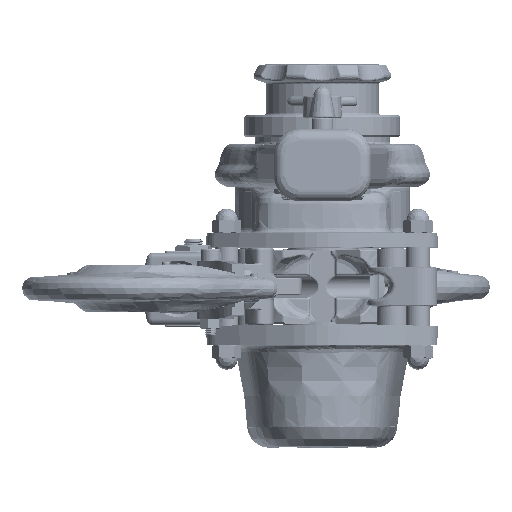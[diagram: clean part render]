
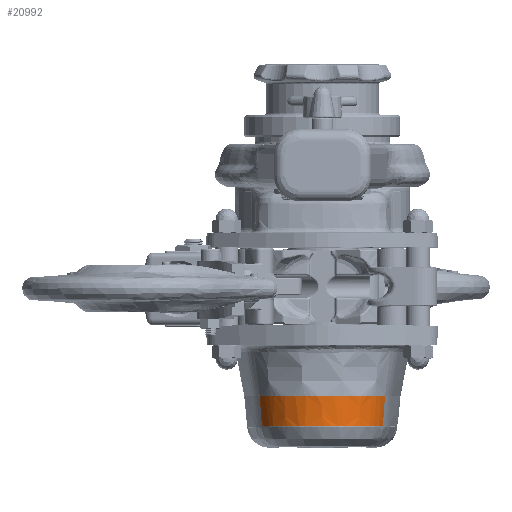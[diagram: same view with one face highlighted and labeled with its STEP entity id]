
A CAD part, top view. The second image highlights one B-rep face of the part: STEP entity #20992.
In plain terms, the highlighted free-form (B-spline) face has degree [3, 3] with [4, 11] control points.
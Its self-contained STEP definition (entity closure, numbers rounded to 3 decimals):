
#20189=CARTESIAN_POINT('',(-31.,-94.696,53.917));
#20190=VERTEX_POINT('',#20189);
#20263=CARTESIAN_POINT('',(31.,-94.696,53.917));
#20264=VERTEX_POINT('',#20263);
#20272=CARTESIAN_POINT('',(31.,-94.696,53.917));
#20273=CARTESIAN_POINT('',(29.916,-94.698,57.067));
#20274=CARTESIAN_POINT('',(26.768,-94.702,63.109));
#20275=CARTESIAN_POINT('',(19.465,-94.707,70.431));
#20276=CARTESIAN_POINT('',(10.244,-94.71,75.198));
#20277=CARTESIAN_POINT('',(0.,-94.711,76.86));
#20278=CARTESIAN_POINT('',(-10.244,-94.71,75.198));
#20279=CARTESIAN_POINT('',(-19.465,-94.707,70.431));
#20280=CARTESIAN_POINT('',(-26.768,-94.702,63.109));
#20281=CARTESIAN_POINT('',(-29.916,-94.698,57.067));
#20282=CARTESIAN_POINT('',(-31.,-94.696,53.917));
#20283=B_SPLINE_CURVE_WITH_KNOTS('',3,(#20272,#20273,#20274,#20275,#20276,#20277,#20278,#20279,#20280,#20281,#20282),.UNSPECIFIED.,.F.,.U.,(4,1,1,1,1,1,1,1,4),(0.0,0.125,0.25,0.375,0.5,0.625,0.75,0.875,1.0),.UNSPECIFIED.);
#20284=EDGE_CURVE('',#20264,#20190,#20283,.T.);
#20883=CARTESIAN_POINT('',(-32.086,-79.34,54.711));
#20884=VERTEX_POINT('',#20883);
#20885=CARTESIAN_POINT('',(-31.,-94.696,53.917));
#20886=DIRECTION('',(-0.07,0.996,0.052));
#20887=VECTOR('',#20886,15.416);
#20888=LINE('',#20885,#20887);
#20889=EDGE_CURVE('',#20190,#20884,#20888,.T.);
#20903=CARTESIAN_POINT('',(31.,-94.696,53.917));
#20904=CARTESIAN_POINT('',(31.362,-89.577,54.181));
#20905=CARTESIAN_POINT('',(31.724,-84.458,54.446));
#20906=CARTESIAN_POINT('',(32.086,-79.34,54.711));
#20907=CARTESIAN_POINT('',(29.916,-94.698,57.067));
#20908=CARTESIAN_POINT('',(30.217,-89.581,57.339));
#20909=CARTESIAN_POINT('',(30.518,-84.464,57.611));
#20910=CARTESIAN_POINT('',(30.82,-79.347,57.883));
#20911=CARTESIAN_POINT('',(26.768,-94.702,63.109));
#20912=CARTESIAN_POINT('',(26.962,-89.589,63.371));
#20913=CARTESIAN_POINT('',(27.157,-84.476,63.633));
#20914=CARTESIAN_POINT('',(27.351,-79.363,63.894));
#20915=CARTESIAN_POINT('',(19.465,-94.707,70.431));
#20916=CARTESIAN_POINT('',(19.553,-89.599,70.641));
#20917=CARTESIAN_POINT('',(19.64,-84.49,70.851));
#20918=CARTESIAN_POINT('',(19.728,-79.382,71.061));
#20919=CARTESIAN_POINT('',(10.244,-94.71,75.198));
#20920=CARTESIAN_POINT('',(10.273,-89.605,75.357));
#20921=CARTESIAN_POINT('',(10.303,-84.5,75.516));
#20922=CARTESIAN_POINT('',(10.332,-79.395,75.675));
#20923=CARTESIAN_POINT('',(0.,-94.711,76.86));
#20924=CARTESIAN_POINT('',(0.,-89.608,76.998));
#20925=CARTESIAN_POINT('',(0.,-84.504,77.136));
#20926=CARTESIAN_POINT('',(0.,-79.401,77.273));
#20927=CARTESIAN_POINT('',(-10.244,-94.71,75.198));
#20928=CARTESIAN_POINT('',(-10.273,-89.605,75.357));
#20929=CARTESIAN_POINT('',(-10.303,-84.5,75.516));
#20930=CARTESIAN_POINT('',(-10.332,-79.395,75.675));
#20931=CARTESIAN_POINT('',(-19.465,-94.707,70.431));
#20932=CARTESIAN_POINT('',(-19.553,-89.599,70.641));
#20933=CARTESIAN_POINT('',(-19.64,-84.49,70.851));
#20934=CARTESIAN_POINT('',(-19.728,-79.382,71.061));
#20935=CARTESIAN_POINT('',(-26.768,-94.702,63.109));
#20936=CARTESIAN_POINT('',(-26.962,-89.589,63.371));
#20937=CARTESIAN_POINT('',(-27.157,-84.476,63.633));
#20938=CARTESIAN_POINT('',(-27.351,-79.363,63.894));
#20939=CARTESIAN_POINT('',(-29.916,-94.698,57.067));
#20940=CARTESIAN_POINT('',(-30.217,-89.581,57.339));
#20941=CARTESIAN_POINT('',(-30.518,-84.464,57.611));
#20942=CARTESIAN_POINT('',(-30.82,-79.347,57.883));
#20943=CARTESIAN_POINT('',(-31.,-94.696,53.917));
#20944=CARTESIAN_POINT('',(-31.362,-89.577,54.181));
#20945=CARTESIAN_POINT('',(-31.724,-84.458,54.446));
#20946=CARTESIAN_POINT('',(-32.086,-79.34,54.711));
#20947=B_SPLINE_SURFACE_WITH_KNOTS('',3,3,((#20903,#20907,#20911,#20915,#20919,#20923,#20927,#20931,#20935,#20939,#20943),(#20904,#20908,#20912,#20916,#20920,#20924,#20928,#20932,#20936,#20940,#20944),(#20905,#20909,#20913,#20917,#20921,#20925,#20929,#20933,#20937,#20941,#20945),(#20906,#20910,#20914,#20918,#20922,#20926,#20930,#20934,#20938,#20942,#20946)),.UNSPECIFIED.,.F.,.F.,.U.,(4,4),(4,1,1,1,1,1,1,1,4),(0.392,0.615),(0.642,0.669,0.696,0.723,0.75,0.777,0.804,0.831,0.858),.UNSPECIFIED.);
#20948=CARTESIAN_POINT('',(32.086,-79.34,54.711));
#20949=VERTEX_POINT('',#20948);
#20950=CARTESIAN_POINT('',(31.,-94.696,53.917));
#20951=DIRECTION('',(0.07,0.996,0.052));
#20952=VECTOR('',#20951,15.416);
#20953=LINE('',#20950,#20952);
#20954=EDGE_CURVE('',#20264,#20949,#20953,.T.);
#20955=ORIENTED_EDGE('',*,*,#20954,.T.);
#20956=CARTESIAN_POINT('',(2.718,-79.399,76.63));
#20957=VERTEX_POINT('',#20956);
#20958=CARTESIAN_POINT('',(32.086,-79.34,54.711));
#20959=CARTESIAN_POINT('',(30.82,-79.347,57.883));
#20960=CARTESIAN_POINT('',(27.351,-79.363,63.894));
#20961=CARTESIAN_POINT('',(19.728,-79.382,71.061));
#20962=CARTESIAN_POINT('',(11.157,-79.394,75.27));
#20963=CARTESIAN_POINT('',(5.247,-79.398,76.425));
#20964=CARTESIAN_POINT('',(2.718,-79.399,76.63));
#20965=B_SPLINE_CURVE_WITH_KNOTS('',3,(#20958,#20959,#20960,#20961,#20962,#20963,#20964),.UNSPECIFIED.,.F.,.U.,(4,1,1,1,4),(0.0,0.268,0.535,0.803,1.0),.UNSPECIFIED.);
#20966=EDGE_CURVE('',#20949,#20957,#20965,.T.);
#20967=ORIENTED_EDGE('',*,*,#20966,.T.);
#20968=CARTESIAN_POINT('',(-2.678,-79.399,76.634));
#20969=VERTEX_POINT('',#20968);
#20970=CARTESIAN_POINT('',(2.718,-79.399,76.63));
#20971=CARTESIAN_POINT('',(1.814,-79.399,76.704));
#20972=CARTESIAN_POINT('',(0.013,-79.399,76.777));
#20973=CARTESIAN_POINT('',(-1.787,-79.399,76.705));
#20974=CARTESIAN_POINT('',(-2.678,-79.399,76.634));
#20975=B_SPLINE_CURVE_WITH_KNOTS('',3,(#20970,#20971,#20972,#20973,#20974),.UNSPECIFIED.,.F.,.U.,(4,1,4),(0.0,0.504,1.0),.UNSPECIFIED.);
#20976=EDGE_CURVE('',#20957,#20969,#20975,.T.);
#20977=ORIENTED_EDGE('',*,*,#20976,.T.);
#20978=CARTESIAN_POINT('',(-2.678,-79.399,76.634));
#20979=CARTESIAN_POINT('',(-5.221,-79.398,76.431));
#20980=CARTESIAN_POINT('',(-11.145,-79.394,75.276));
#20981=CARTESIAN_POINT('',(-19.728,-79.382,71.061));
#20982=CARTESIAN_POINT('',(-27.351,-79.363,63.894));
#20983=CARTESIAN_POINT('',(-30.82,-79.347,57.883));
#20984=CARTESIAN_POINT('',(-32.086,-79.34,54.711));
#20985=B_SPLINE_CURVE_WITH_KNOTS('',3,(#20978,#20979,#20980,#20981,#20982,#20983,#20984),.UNSPECIFIED.,.F.,.U.,(4,1,1,1,4),(0.0,0.198,0.465,0.733,1.0),.UNSPECIFIED.);
#20986=EDGE_CURVE('',#20969,#20884,#20985,.T.);
#20987=ORIENTED_EDGE('',*,*,#20986,.T.);
#20988=ORIENTED_EDGE('',*,*,#20889,.F.);
#20989=ORIENTED_EDGE('',*,*,#20284,.F.);
#20990=EDGE_LOOP('',(#20955,#20967,#20977,#20987,#20988,#20989));
#20991=FACE_OUTER_BOUND('',#20990,.T.);
#20992=ADVANCED_FACE('',(#20991),#20947,.T.);
